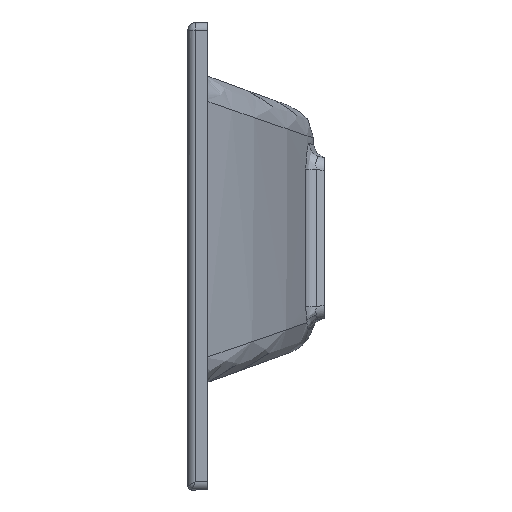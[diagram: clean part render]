
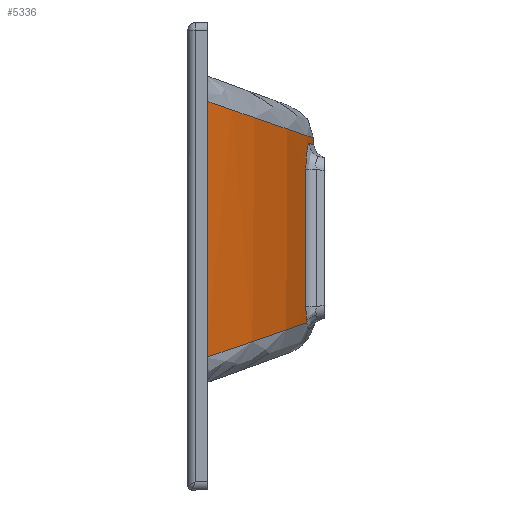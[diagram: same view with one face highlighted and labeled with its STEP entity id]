
A CAD part, left-side view. The second image highlights one B-rep face of the part: STEP entity #5336.
In plain terms, the highlighted cylindrical face has radius 494.34 mm (diameter 988.681 mm), a partial arc.
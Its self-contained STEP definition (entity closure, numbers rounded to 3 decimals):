
#100 = VERTEX_POINT ( 'NONE', #2841 ) ;
#210 = LINE ( 'NONE', #4304, #5334 ) ;
#241 = CARTESIAN_POINT ( 'NONE',  ( 275.484, -75.352, -108.717 ) ) ;
#434 = CARTESIAN_POINT ( 'NONE',  ( 160.569, -53.398, -77.282 ) ) ;
#465 = LINE ( 'NONE', #6776, #2494 ) ;
#723 =( BOUNDED_CURVE ( )  B_SPLINE_CURVE ( 3, ( #3033, #3070, #434, #5142 ),
 .UNSPECIFIED., .F., .T. ) 
 B_SPLINE_CURVE_WITH_KNOTS ( ( 4, 4 ),
 ( 3.142, 3.72 ),
 .UNSPECIFIED. ) 
 CURVE ( )  GEOMETRIC_REPRESENTATION_ITEM ( )  RATIONAL_B_SPLINE_CURVE ( ( 1., 0.972, 0.972, 1. ) ) 
 REPRESENTATION_ITEM ( '' )  );
#760 = CARTESIAN_POINT ( 'NONE',  ( 350., -81., -91.672 ) ) ;
#771 = CARTESIAN_POINT ( 'NONE',  ( 290.789, -77.442, -91.375 ) ) ;
#792 = CARTESIAN_POINT ( 'NONE',  ( 276.363, -75.485, -218.779 ) ) ;
#804 = CARTESIAN_POINT ( 'NONE',  ( 278.126, -75.747, -100.218 ) ) ;
#824 = EDGE_CURVE ( 'NONE', #100, #6199, #2066, .T. ) ;
#875 = CARTESIAN_POINT ( 'NONE',  ( 277.964, -75.723, -100.497 ) ) ;
#1026 = AXIS2_PLACEMENT_3D ( 'NONE', #2227, #4329, #6422 ) ;
#1193 = ORIENTED_EDGE ( 'NONE', *, *, #1214, .F. ) ;
#1214 = EDGE_CURVE ( 'NONE', #2969, #6345, #4911, .T. ) ;
#1274 = CARTESIAN_POINT ( 'NONE',  ( 313.409, -79.984, -91.452 ) ) ;
#1286 = CARTESIAN_POINT ( 'NONE',  ( 276.485, -75.503, -103.679 ) ) ;
#1306 = CARTESIAN_POINT ( 'NONE',  ( 275.944, -75.421, -217.213 ) ) ;
#1352 = CARTESIAN_POINT ( 'NONE',  ( 288.324, -77.138, -92.026 ) ) ;
#1712 = DIRECTION ( 'NONE',  ( 0., 0., 1. ) ) ;
#1737 = CARTESIAN_POINT ( 'NONE',  ( 279.315, -75.92, -224.498 ) ) ;
#1781 = CARTESIAN_POINT ( 'NONE',  ( 276.111, -75.447, -104.902 ) ) ;
#1801 = CARTESIAN_POINT ( 'NONE',  ( 275.572, -75.365, -215.095 ) ) ;
#1813 = CARTESIAN_POINT ( 'NONE',  ( 295.213, -77.955, -91.012 ) ) ;
#1899 = EDGE_CURVE ( 'NONE', #6345, #2283, #465, .T. ) ;
#1912 = CARTESIAN_POINT ( 'NONE',  ( 277.502, -75.655, -101.342 ) ) ;
#2066 = LINE ( 'NONE', #6263, #4033 ) ;
#2227 = CARTESIAN_POINT ( 'NONE',  ( 350., 413.34, -864.214 ) ) ;
#2261 = CARTESIAN_POINT ( 'NONE',  ( 279.656, -75.969, -224.918 ) ) ;
#2283 = VERTEX_POINT ( 'NONE', #4489 ) ;
#2324 = CARTESIAN_POINT ( 'NONE',  ( 275.835, -75.405, -216.686 ) ) ;
#2401 = CARTESIAN_POINT ( 'NONE',  ( 278.639, -75.822, -99.402 ) ) ;
#2431 = CARTESIAN_POINT ( 'NONE',  ( 282.496, -76.369, -95.197 ) ) ;
#2494 = VECTOR ( 'NONE', #2587, 1000. ) ;
#2587 = DIRECTION ( 'NONE',  ( 0., 0., -1. ) ) ;
#2653 = CARTESIAN_POINT ( 'NONE',  ( 295.213, -77.955, -91.012 ) ) ;
#2737 = EDGE_CURVE ( 'NONE', #4903, #6199, #723, .T. ) ;
#2841 = CARTESIAN_POINT ( 'NONE',  ( 79.597, -0.489, -251.002 ) ) ;
#2916 = ORIENTED_EDGE ( 'NONE', *, *, #5947, .T. ) ;
#2969 = VERTEX_POINT ( 'NONE', #2653 ) ;
#2988 = ORIENTED_EDGE ( 'NONE', *, *, #4379, .T. ) ;
#3019 =( BOUNDED_CURVE ( )  B_SPLINE_CURVE ( 3, ( #5559, #1274, #3962, #5493 ),
 .UNSPECIFIED., .F., .T. ) 
 B_SPLINE_CURVE_WITH_KNOTS ( ( 4, 4 ),
 ( 3.031, 3.142 ),
 .UNSPECIFIED. ) 
 CURVE ( )  GEOMETRIC_REPRESENTATION_ITEM ( )  RATIONAL_B_SPLINE_CURVE ( ( 1., 0.999, 0.999, 1. ) ) 
 REPRESENTATION_ITEM ( '' )  );
#3033 = CARTESIAN_POINT ( 'NONE',  ( 350., -81., -86.82 ) ) ;
#3036 =( BOUNDED_CURVE ( )  B_SPLINE_CURVE ( 3, ( #4181, #3692, #4246, #6341 ),
 .UNSPECIFIED., .F., .T. ) 
 B_SPLINE_CURVE_WITH_KNOTS ( ( 4, 4 ),
 ( 0.143, 0.579 ),
 .UNSPECIFIED. ) 
 CURVE ( )  GEOMETRIC_REPRESENTATION_ITEM ( )  RATIONAL_B_SPLINE_CURVE ( ( 1., 0.984, 0.984, 1. ) ) 
 REPRESENTATION_ITEM ( '' )  );
#3070 = CARTESIAN_POINT ( 'NONE',  ( 253.274, -81., -86.82 ) ) ;
#3366 = EDGE_LOOP ( 'NONE', ( #2988, #2916, #6595, #6605, #6820, #3938, #4027, #1193 ) ) ;
#3367 = CARTESIAN_POINT ( 'NONE',  ( 285.395, -76.761, -93.249 ) ) ;
#3384 = CARTESIAN_POINT ( 'NONE',  ( 276.896, -75.565, -220.32 ) ) ;
#3424 = CARTESIAN_POINT ( 'NONE',  ( 283.257, -76.474, -94.611 ) ) ;
#3491 = CARTESIAN_POINT ( 'NONE',  ( 275.484, -75.352, -110.01 ) ) ;
#3692 = CARTESIAN_POINT ( 'NONE',  ( 207.975, -65.664, -228.479 ) ) ;
#3871 = CARTESIAN_POINT ( 'NONE',  ( 278.392, -75.786, -223.167 ) ) ;
#3901 = CARTESIAN_POINT ( 'NONE',  ( 278.993, -75.874, -224.061 ) ) ;
#3938 = ORIENTED_EDGE ( 'NONE', *, *, #4371, .F. ) ;
#3962 = CARTESIAN_POINT ( 'NONE',  ( 331.691, -81., -91.672 ) ) ;
#4011 = CARTESIAN_POINT ( 'NONE',  ( 293.929, -77.811, -90.981 ) ) ;
#4027 = ORIENTED_EDGE ( 'NONE', *, *, #1899, .F. ) ;
#4033 = VECTOR ( 'NONE', #5238, 1000. ) ;
#4181 = CARTESIAN_POINT ( 'NONE',  ( 279.656, -75.969, -224.918 ) ) ;
#4246 = CARTESIAN_POINT ( 'NONE',  ( 140.22, -40.101, -237.313 ) ) ;
#4304 = CARTESIAN_POINT ( 'NONE',  ( 350., -81., -864.214 ) ) ;
#4329 = DIRECTION ( 'NONE',  ( 0., 0., 1. ) ) ;
#4371 = EDGE_CURVE ( 'NONE', #2283, #5884, #4723, .T. ) ;
#4379 = EDGE_CURVE ( 'NONE', #2969, #4383, #3019, .T. ) ;
#4383 = VERTEX_POINT ( 'NONE', #760 ) ;
#4470 = CARTESIAN_POINT ( 'NONE',  ( 278.464, -75.797, -99.67 ) ) ;
#4489 = CARTESIAN_POINT ( 'NONE',  ( 275.484, -75.352, -212.931 ) ) ;
#4500 = CARTESIAN_POINT ( 'NONE',  ( 280.37, -76.072, -97.127 ) ) ;
#4532 = CARTESIAN_POINT ( 'NONE',  ( 281.523, -76.234, -96.031 ) ) ;
#4574 = CARTESIAN_POINT ( 'NONE',  ( 282.246, -76.335, -95.4 ) ) ;
#4649 = CARTESIAN_POINT ( 'NONE',  ( 279.656, -75.969, -224.918 ) ) ;
#4723 = B_SPLINE_CURVE_WITH_KNOTS ( 'NONE', 3,
 ( #6064, #6514, #1801, #2324, #1306, #6451, #792, #3384, #4880, #6546, #3871, #3901, #1737, #2261 ),
 .UNSPECIFIED., .F., .F.,
 ( 4, 2, 2, 2, 2, 2, 4 ),
 ( 0., 0.003, 0.005, 0.006, 0.01, 0.011, 0.013 ),
 .UNSPECIFIED. ) ;
#4777 = CARTESIAN_POINT ( 'NONE',  ( 275.484, -75.352, -110.01 ) ) ;
#4854 = CYLINDRICAL_SURFACE ( 'NONE', #1026, 494.34 ) ;
#4880 = CARTESIAN_POINT ( 'NONE',  ( 277.334, -75.63, -221.303 ) ) ;
#4903 = VERTEX_POINT ( 'NONE', #6008 ) ;
#4911 = B_SPLINE_CURVE_WITH_KNOTS ( 'NONE', 3,
 ( #1813, #4011, #6011, #771, #6042, #6590, #1352, #4984, #3367, #5979, #3424, #2431, #4574, #5608, #4532, #4500, #5571, #2401, #4470, #804, #875, #1912, #5533, #1286, #1781, #5469, #241, #3491 ),
 .UNSPECIFIED., .F., .F.,
 ( 4, 2, 2, 2, 2, 2, 2, 2, 2, 2, 2, 2, 2, 4 ),
 ( 0., 0.004, 0.006, 0.008, 0.011, 0.013, 0.014, 0.015, 0.019, 0.02, 0.021, 0.023, 0.027, 0.031 ),
 .UNSPECIFIED. ) ;
#4984 = CARTESIAN_POINT ( 'NONE',  ( 286.531, -76.91, -92.693 ) ) ;
#5142 = CARTESIAN_POINT ( 'NONE',  ( 79.597, -0.489, -58.998 ) ) ;
#5170 = CARTESIAN_POINT ( 'NONE',  ( 79.597, -0.489, -58.998 ) ) ;
#5238 = DIRECTION ( 'NONE',  ( 0., 0., 1. ) ) ;
#5334 = VECTOR ( 'NONE', #1712, 1000. ) ;
#5336 = ADVANCED_FACE ( 'NONE', ( #6453 ), #4854, .T. ) ;
#5469 = CARTESIAN_POINT ( 'NONE',  ( 275.608, -75.37, -107.437 ) ) ;
#5493 = CARTESIAN_POINT ( 'NONE',  ( 350., -81., -91.672 ) ) ;
#5533 = CARTESIAN_POINT ( 'NONE',  ( 277.225, -75.614, -101.917 ) ) ;
#5559 = CARTESIAN_POINT ( 'NONE',  ( 295.213, -77.955, -91.012 ) ) ;
#5571 = CARTESIAN_POINT ( 'NONE',  ( 279.546, -75.954, -98.089 ) ) ;
#5608 = CARTESIAN_POINT ( 'NONE',  ( 281.76, -76.267, -95.817 ) ) ;
#5884 = VERTEX_POINT ( 'NONE', #4649 ) ;
#5947 = EDGE_CURVE ( 'NONE', #4383, #4903, #210, .T. ) ;
#5979 = CARTESIAN_POINT ( 'NONE',  ( 283.78, -76.545, -94.249 ) ) ;
#6008 = CARTESIAN_POINT ( 'NONE',  ( 350., -81., -86.82 ) ) ;
#6011 = CARTESIAN_POINT ( 'NONE',  ( 292.663, -77.665, -91.068 ) ) ;
#6042 = CARTESIAN_POINT ( 'NONE',  ( 290.169, -77.366, -91.507 ) ) ;
#6064 = CARTESIAN_POINT ( 'NONE',  ( 275.484, -75.352, -212.931 ) ) ;
#6199 = VERTEX_POINT ( 'NONE', #5170 ) ;
#6263 = CARTESIAN_POINT ( 'NONE',  ( 79.597, -0.489, -864.214 ) ) ;
#6341 = CARTESIAN_POINT ( 'NONE',  ( 79.597, -0.489, -251.002 ) ) ;
#6345 = VERTEX_POINT ( 'NONE', #4777 ) ;
#6422 = DIRECTION ( 'NONE',  ( 0., -1., 0. ) ) ;
#6451 = CARTESIAN_POINT ( 'NONE',  ( 276.208, -75.461, -218.259 ) ) ;
#6453 = FACE_OUTER_BOUND ( 'NONE', #3366, .T. ) ;
#6514 = CARTESIAN_POINT ( 'NONE',  ( 275.484, -75.352, -214.02 ) ) ;
#6546 = CARTESIAN_POINT ( 'NONE',  ( 278.112, -75.745, -222.71 ) ) ;
#6590 = CARTESIAN_POINT ( 'NONE',  ( 288.938, -77.215, -91.832 ) ) ;
#6594 = EDGE_CURVE ( 'NONE', #5884, #100, #3036, .T. ) ;
#6595 = ORIENTED_EDGE ( 'NONE', *, *, #2737, .T. ) ;
#6605 = ORIENTED_EDGE ( 'NONE', *, *, #824, .F. ) ;
#6776 = CARTESIAN_POINT ( 'NONE',  ( 275.484, -75.352, -864.214 ) ) ;
#6820 = ORIENTED_EDGE ( 'NONE', *, *, #6594, .F. ) ;
